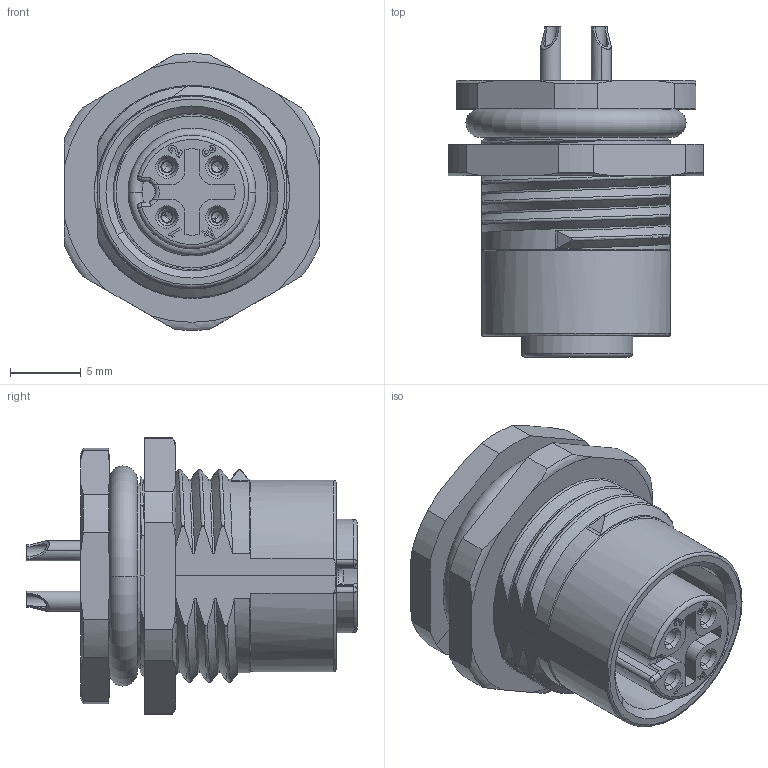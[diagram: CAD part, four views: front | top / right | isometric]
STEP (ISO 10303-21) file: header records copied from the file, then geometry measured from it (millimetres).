
FILE_DESCRIPTION(/* description */ (''),/* implementation_level */ '2;1');
FILE_NAME(/* name */ '55555.stp',/* time_stamp */ '2024-02-04T18:46:57+08:00',/* author */ (''),/* organization */ (''),/* preprocessor_version */ 'ST-DEVELOPER v18.1',/* originating_system */ 'SIEMENS PLM Software NX 1980',/* authorisation */ '');
FILE_SCHEMA (('AUTOMOTIVE_DESIGN { 1 0 10303 214 3 1 1 1 }'));
Length unit declared in the file: millimetre
Products named in the file (1): 3D_1630046241003_M12-F04A-BKR-M16-C_V1.0_stp
Bounding box: 18 x 23.3 x 19.48 mm (x, y, z)
Volume: 2851.4 mm3; surface area: 2800 mm2
Topology: 1 solids, 2 shells, 380 faces, 1044 edges, 671 vertices
Faces by surface type: cylinder 136, plane 110, cone 72, torus 35, bspline 25, sphere 2
Entity records: 15485 total; most frequent: CARTESIAN_POINT 6469, ORIENTED_EDGE 2072, DIRECTION 1626, EDGE_CURVE 1036, VERTEX_POINT 671, AXIS2_PLACEMENT_3D 647, B_SPLINE_CURVE_WITH_KNOTS 413, EDGE_LOOP 403
